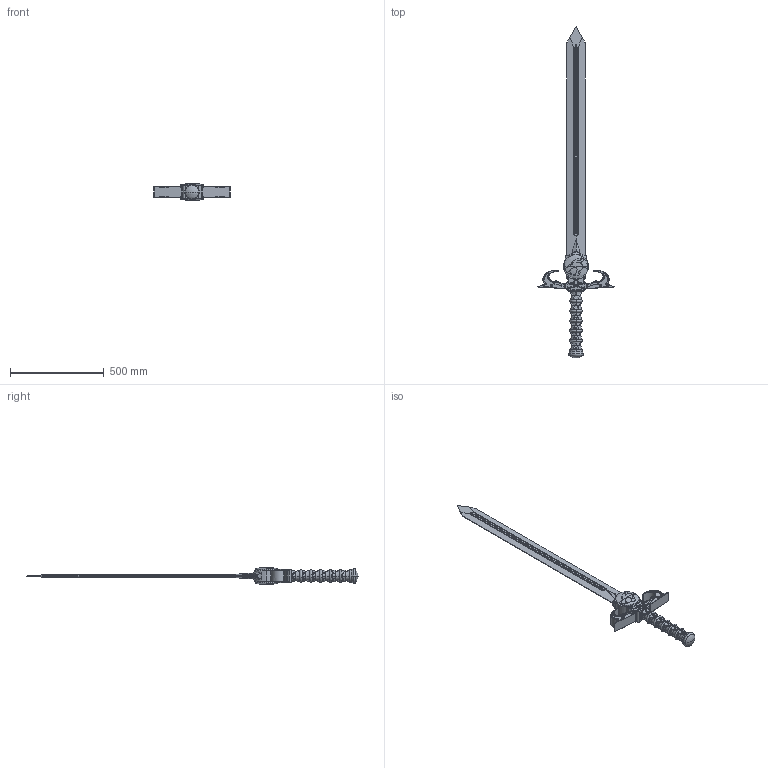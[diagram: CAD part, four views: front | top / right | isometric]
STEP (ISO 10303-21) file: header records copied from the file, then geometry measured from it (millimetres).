
FILE_DESCRIPTION (( 'STEP AP203' ), '1' );
FILE_NAME ('Sword Of Omens.STEP', '2012-01-06T21:18:39', ( '' ), ( '' ), 'SwSTEP 2.0', 'SolidWorks 2011', '' );
FILE_SCHEMA (( 'CONFIG_CONTROL_DESIGN' ));
Products named in the file (1): Sword Of Omens
Bounding box: 406.98 x 1773.84 x 90.2 mm (x, y, z)
Volume: 4344597.8 mm3; surface area: 530630 mm2
Topology: 3 solids, 3 shells, 1230 faces, 3029 edges, 1791 vertices
Faces by surface type: bspline 363, cylinder 309, torus 278, plane 174, sphere 106
Entity records: 70431 total; most frequent: CARTESIAN_POINT 44263, ORIENTED_EDGE 5934, DIRECTION 4977, EDGE_CURVE 2967, AXIS2_PLACEMENT_3D 2113, VERTEX_POINT 1767, EDGE_LOOP 1274, CIRCLE 1245
